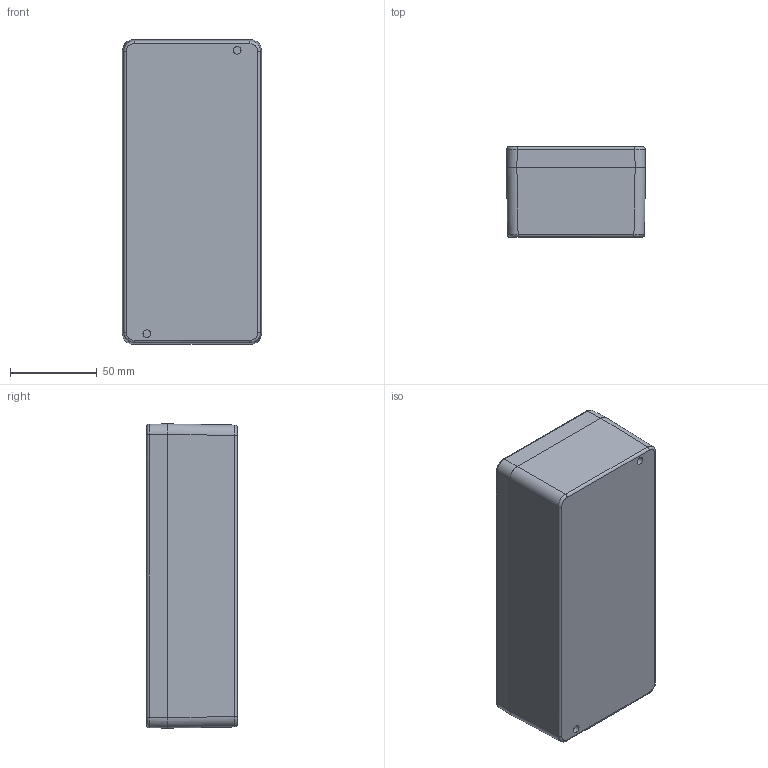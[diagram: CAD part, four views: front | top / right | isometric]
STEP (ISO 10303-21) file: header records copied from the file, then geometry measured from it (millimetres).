
FILE_DESCRIPTION (( 'STEP AP203' ), '1' );
FILE_NAME ('1590Z130BK.step', '2020-11-14T20:06:27', ( 'ADC123' ), ( 'Microsoft' ), 'SwSTEP 2.0', 'SolidWorks 2019', '' );
FILE_SCHEMA (( 'CONFIG_CONTROL_DESIGN' ));
Length unit declared in the file: inch
Products named in the file (1): 1590Z130BK
Bounding box: 80 x 52 x 175 mm (x, y, z)
Volume: 205605.6 mm3; surface area: 114530.9 mm2
Topology: 7 solids, 7 shells, 464 faces, 1137 edges, 726 vertices
Faces by surface type: plane 205, cone 110, cylinder 76, bspline 65, torus 8
Full cylindrical faces by diameter (mm): 3.242 x6, 3.43 x4, 3.5 x4, 3.88 x4, 4.4 x6, 4.5 x4, 5.5 x2, 5.971 x2
Entity records: 15327 total; most frequent: CARTESIAN_POINT 4951, ORIENTED_EDGE 2146, DIRECTION 2034, EDGE_CURVE 1073, AXIS2_PLACEMENT_3D 766, VERTEX_POINT 714, EDGE_LOOP 569, VECTOR 502
